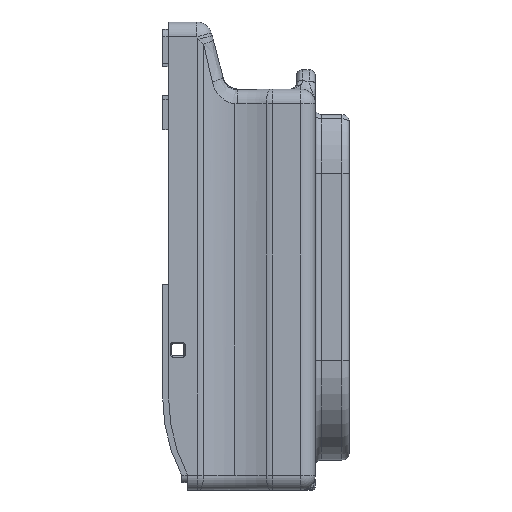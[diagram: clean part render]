
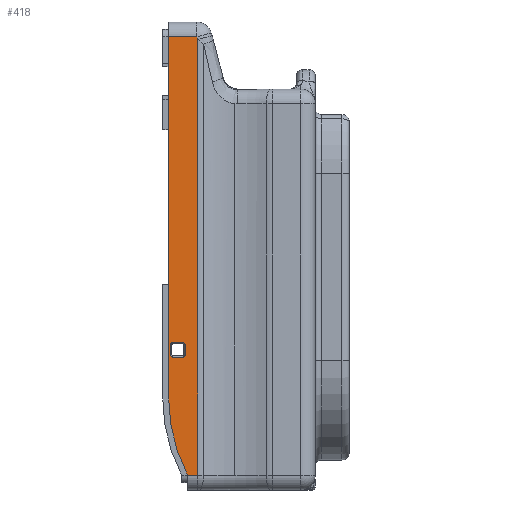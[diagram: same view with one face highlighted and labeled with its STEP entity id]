
A CAD part, left-side view. The second image highlights one B-rep face of the part: STEP entity #418.
In plain terms, the highlighted planar face has unit normal (-1, 0, 0).
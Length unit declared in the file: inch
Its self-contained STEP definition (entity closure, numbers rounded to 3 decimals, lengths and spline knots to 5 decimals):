
#418 = ADVANCED_FACE ( 'NONE', ( #14440, #1209 ), #19099, .T. ) ;
#527 = LINE ( 'NONE', #819, #4739 ) ;
#819 = CARTESIAN_POINT ( 'NONE',  ( -0.85125, 0.0539, 0.78296 ) ) ;
#869 = VECTOR ( 'NONE', #3579, 39.37008 ) ;
#945 = EDGE_CURVE ( 'NONE', #20095, #23170, #7981, .T. ) ;
#1209 = FACE_OUTER_BOUND ( 'NONE', #15921, .T. ) ;
#2060 = CARTESIAN_POINT ( 'NONE',  ( -0.85125, -0.97945, 0.499 ) ) ;
#2175 = CARTESIAN_POINT ( 'NONE',  ( -0.85125, 0.13499, 0.86405 ) ) ;
#2211 = DIRECTION ( 'NONE',  ( 1., 0., 0. ) ) ;
#2221 = VECTOR ( 'NONE', #28613, 39.37008 ) ;
#2445 = DIRECTION ( 'NONE',  ( 0., 0., 1. ) ) ;
#2762 = CIRCLE ( 'NONE', #12845, 0.01709 ) ;
#2795 = EDGE_CURVE ( 'NONE', #28820, #5586, #2762, .T. ) ;
#2812 = AXIS2_PLACEMENT_3D ( 'NONE', #11728, #15933, #25260 ) ;
#3287 = CARTESIAN_POINT ( 'NONE',  ( -0.85125, -0.03, -0.126 ) ) ;
#3579 = DIRECTION ( 'NONE',  ( 0., -1., 0. ) ) ;
#3642 = AXIS2_PLACEMENT_3D ( 'NONE', #17354, #12866, #22045 ) ;
#3887 = EDGE_CURVE ( 'NONE', #10828, #17623, #7066, .T. ) ;
#4089 = CARTESIAN_POINT ( 'NONE',  ( -0.85125, 0.0539, 0.84696 ) ) ;
#4112 = CARTESIAN_POINT ( 'NONE',  ( -0.85125, 0.15208, 0.84696 ) ) ;
#4198 = AXIS2_PLACEMENT_3D ( 'NONE', #13870, #16264, #2445 ) ;
#4530 = CARTESIAN_POINT ( 'NONE',  ( -0.85125, 0., 2.91575 ) ) ;
#4611 = AXIS2_PLACEMENT_3D ( 'NONE', #28409, #26155, #28274 ) ;
#4739 = VECTOR ( 'NONE', #18860, 39.37008 ) ;
#4942 = CARTESIAN_POINT ( 'NONE',  ( -0.85125, 0.07099, 0.86405 ) ) ;
#4966 = DIRECTION ( 'NONE',  ( 0., 1., 0. ) ) ;
#5246 = LINE ( 'NONE', #14835, #10254 ) ;
#5491 = EDGE_CURVE ( 'NONE', #17623, #28820, #527, .T. ) ;
#5586 = VERTEX_POINT ( 'NONE', #24277 ) ;
#5902 = ORIENTED_EDGE ( 'NONE', *, *, #5932, .T. ) ;
#5932 = EDGE_CURVE ( 'NONE', #9085, #20157, #20808, .T. ) ;
#6094 = VECTOR ( 'NONE', #15069, 39.37008 ) ;
#6176 = VECTOR ( 'NONE', #28005, 39.37008 ) ;
#7066 = CIRCLE ( 'NONE', #4198, 0.01709 ) ;
#7163 = EDGE_CURVE ( 'NONE', #13650, #11965, #16804, .T. ) ;
#7664 = ORIENTED_EDGE ( 'NONE', *, *, #22825, .T. ) ;
#7981 = CIRCLE ( 'NONE', #3642, 0.01709 ) ;
#9085 = VERTEX_POINT ( 'NONE', #17228 ) ;
#9935 = DIRECTION ( 'NONE',  ( 0., 0., 1. ) ) ;
#10160 = EDGE_LOOP ( 'NONE', ( #14956, #7664, #27336, #11416, #10422, #18539, #27523, #16216 ) ) ;
#10252 = CARTESIAN_POINT ( 'NONE',  ( -0.85125, 0., -0.026 ) ) ;
#10254 = VECTOR ( 'NONE', #12125, 39.37008 ) ;
#10300 = CARTESIAN_POINT ( 'NONE',  ( -0.85125, 0.13499, 0.76587 ) ) ;
#10422 = ORIENTED_EDGE ( 'NONE', *, *, #945, .T. ) ;
#10708 = VERTEX_POINT ( 'NONE', #13305 ) ;
#10828 = VERTEX_POINT ( 'NONE', #4942 ) ;
#10975 = LINE ( 'NONE', #10252, #15572 ) ;
#11207 = VECTOR ( 'NONE', #4966, 39.37008 ) ;
#11416 = ORIENTED_EDGE ( 'NONE', *, *, #23429, .T. ) ;
#11728 = CARTESIAN_POINT ( 'NONE',  ( -0.85125, 0.13499, 0.78296 ) ) ;
#11965 = VERTEX_POINT ( 'NONE', #18517 ) ;
#12066 = EDGE_CURVE ( 'NONE', #13650, #20818, #10975, .T. ) ;
#12125 = DIRECTION ( 'NONE',  ( 0., 0., 1. ) ) ;
#12311 = EDGE_CURVE ( 'NONE', #11965, #10708, #5246, .T. ) ;
#12444 = DIRECTION ( 'NONE',  ( 0., 0., 1. ) ) ;
#12585 = LINE ( 'NONE', #19646, #869 ) ;
#12845 = AXIS2_PLACEMENT_3D ( 'NONE', #21341, #23751, #9935 ) ;
#12866 = DIRECTION ( 'NONE',  ( 1., 0., 0. ) ) ;
#13305 = CARTESIAN_POINT ( 'NONE',  ( -0.85125, 0.16535, 2.91575 ) ) ;
#13650 = VERTEX_POINT ( 'NONE', #28693 ) ;
#13870 = CARTESIAN_POINT ( 'NONE',  ( -0.85125, 0.07099, 0.84696 ) ) ;
#14056 = ORIENTED_EDGE ( 'NONE', *, *, #17851, .T. ) ;
#14440 = FACE_BOUND ( 'NONE', #10160, .T. ) ;
#14835 = CARTESIAN_POINT ( 'NONE',  ( -0.85125, 0.16535, 0. ) ) ;
#14956 = ORIENTED_EDGE ( 'NONE', *, *, #2795, .T. ) ;
#15069 = DIRECTION ( 'NONE',  ( 0., 0., 1. ) ) ;
#15135 = VERTEX_POINT ( 'NONE', #22118 ) ;
#15200 = ORIENTED_EDGE ( 'NONE', *, *, #12311, .F. ) ;
#15572 = VECTOR ( 'NONE', #26318, 39.37008 ) ;
#15921 = EDGE_LOOP ( 'NONE', ( #15200, #21011, #21538, #14056, #5902, #26315 ) ) ;
#15933 = DIRECTION ( 'NONE',  ( 1., 0., 0. ) ) ;
#16216 = ORIENTED_EDGE ( 'NONE', *, *, #5491, .T. ) ;
#16264 = DIRECTION ( 'NONE',  ( 1., 0., 0. ) ) ;
#16804 = CIRCLE ( 'NONE', #18247, 1.1448 ) ;
#17228 = CARTESIAN_POINT ( 'NONE',  ( -0.85125, -0.03, 2.89796 ) ) ;
#17232 = CARTESIAN_POINT ( 'NONE',  ( -0.85125, -0.03, -0.026 ) ) ;
#17354 = CARTESIAN_POINT ( 'NONE',  ( -0.85125, 0.13499, 0.84696 ) ) ;
#17623 = VERTEX_POINT ( 'NONE', #4089 ) ;
#17835 = VERTEX_POINT ( 'NONE', #24020 ) ;
#17851 = EDGE_CURVE ( 'NONE', #20818, #9085, #21616, .T. ) ;
#18247 = AXIS2_PLACEMENT_3D ( 'NONE', #2060, #2211, #27314 ) ;
#18517 = CARTESIAN_POINT ( 'NONE',  ( -0.85125, 0.16535, 0.499 ) ) ;
#18539 = ORIENTED_EDGE ( 'NONE', *, *, #25758, .T. ) ;
#18860 = DIRECTION ( 'NONE',  ( 0., 0., -1. ) ) ;
#19099 = PLANE ( 'NONE',  #4611 ) ;
#19281 = CARTESIAN_POINT ( 'NONE',  ( -0.85125, 0.0539, 0.78296 ) ) ;
#19646 = CARTESIAN_POINT ( 'NONE',  ( -0.85125, 0.07099, 0.86405 ) ) ;
#20095 = VERTEX_POINT ( 'NONE', #20560 ) ;
#20157 = VERTEX_POINT ( 'NONE', #24741 ) ;
#20560 = CARTESIAN_POINT ( 'NONE',  ( -0.85125, 0.15208, 0.84696 ) ) ;
#20621 = EDGE_CURVE ( 'NONE', #20157, #10708, #27204, .T. ) ;
#20808 = LINE ( 'NONE', #21379, #6176 ) ;
#20818 = VERTEX_POINT ( 'NONE', #17232 ) ;
#21011 = ORIENTED_EDGE ( 'NONE', *, *, #7163, .F. ) ;
#21341 = CARTESIAN_POINT ( 'NONE',  ( -0.85125, 0.07099, 0.78296 ) ) ;
#21379 = CARTESIAN_POINT ( 'NONE',  ( -0.85125, -0.00099, 3.00799 ) ) ;
#21538 = ORIENTED_EDGE ( 'NONE', *, *, #12066, .T. ) ;
#21616 = LINE ( 'NONE', #3287, #23648 ) ;
#22045 = DIRECTION ( 'NONE',  ( 0., 0., 1. ) ) ;
#22118 = CARTESIAN_POINT ( 'NONE',  ( -0.85125, 0.13499, 0.76587 ) ) ;
#22825 = EDGE_CURVE ( 'NONE', #5586, #15135, #28765, .T. ) ;
#22973 = CIRCLE ( 'NONE', #2812, 0.01709 ) ;
#23170 = VERTEX_POINT ( 'NONE', #2175 ) ;
#23429 = EDGE_CURVE ( 'NONE', #17835, #20095, #24693, .T. ) ;
#23648 = VECTOR ( 'NONE', #12444, 39.37008 ) ;
#23751 = DIRECTION ( 'NONE',  ( 1., 0., 0. ) ) ;
#24020 = CARTESIAN_POINT ( 'NONE',  ( -0.85125, 0.15208, 0.78296 ) ) ;
#24277 = CARTESIAN_POINT ( 'NONE',  ( -0.85125, 0.07099, 0.76587 ) ) ;
#24693 = LINE ( 'NONE', #4112, #6094 ) ;
#24741 = CARTESIAN_POINT ( 'NONE',  ( -0.85125, -0.02531, 2.91575 ) ) ;
#25260 = DIRECTION ( 'NONE',  ( 0., 0., 1. ) ) ;
#25758 = EDGE_CURVE ( 'NONE', #23170, #10828, #12585, .T. ) ;
#25854 = EDGE_CURVE ( 'NONE', #15135, #17835, #22973, .T. ) ;
#26155 = DIRECTION ( 'NONE',  ( -1., 0., 0. ) ) ;
#26315 = ORIENTED_EDGE ( 'NONE', *, *, #20621, .T. ) ;
#26318 = DIRECTION ( 'NONE',  ( 0., -1., 0. ) ) ;
#27204 = LINE ( 'NONE', #4530, #11207 ) ;
#27314 = DIRECTION ( 'NONE',  ( 0., 0., 1. ) ) ;
#27336 = ORIENTED_EDGE ( 'NONE', *, *, #25854, .T. ) ;
#27523 = ORIENTED_EDGE ( 'NONE', *, *, #3887, .T. ) ;
#28005 = DIRECTION ( 'NONE',  ( 0., 0.255, 0.967 ) ) ;
#28274 = DIRECTION ( 'NONE',  ( 0., 0., 1. ) ) ;
#28409 = CARTESIAN_POINT ( 'NONE',  ( -0.85125, 0., 0. ) ) ;
#28613 = DIRECTION ( 'NONE',  ( 0., 1., 0. ) ) ;
#28693 = CARTESIAN_POINT ( 'NONE',  ( -0.85125, 0.03788, -0.026 ) ) ;
#28765 = LINE ( 'NONE', #10300, #2221 ) ;
#28820 = VERTEX_POINT ( 'NONE', #19281 ) ;
